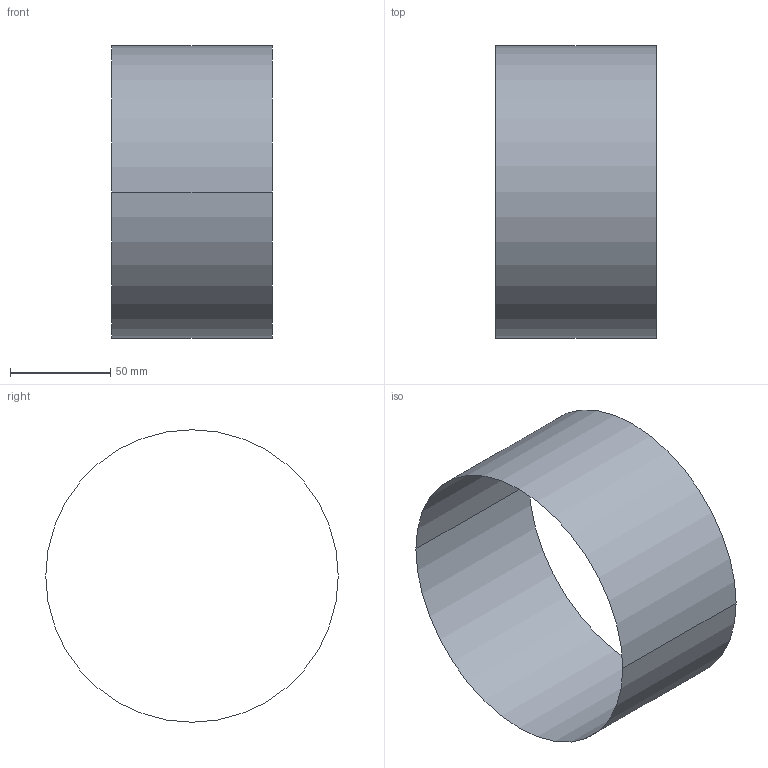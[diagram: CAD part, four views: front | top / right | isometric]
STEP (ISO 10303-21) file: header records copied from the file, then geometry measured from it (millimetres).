
FILE_DESCRIPTION(('OneSpaceDesigner STEP Export'),'2;1');
FILE_NAME('one_cylinder.step','2008-05-14T 9:27:32',(''),(''),'CoCreate Modeling STEP processor for AP214 (Solid Model)','CoCreate Modeling 16.00P0223 23-Feb-2008 (C) CoCreate Software GmbH','');
FILE_SCHEMA(('AUTOMOTIVE_DESIGN { 1 0 10303 214 1 1 1 1 }'));
Length unit declared in the file: millimetre
Products named in the file (2): MAINBODYBACK
Assembly tree (1 placements, depth 2):
  MAINBODYBACK
    MAINBODYBACK
Bounding box: 80 x 146 x 146 mm (x, y, z)
Surface area: 36693.8 mm2 (no closed solid volume)
Topology: 0 solids, 1 shells, 2 faces, 6 edges, 4 vertices
Faces by surface type: cylinder 2
Entity records: 104 total; most frequent: DIRECTION 12, CARTESIAN_POINT 11, ORIENTED_EDGE 8, EDGE_CURVE 6, DIMENSIONAL_EXPONENTS 6, AXIS2_PLACEMENT_3D 5, VERTEX_POINT 4, PRODUCT_DEFINITION_SHAPE 3
